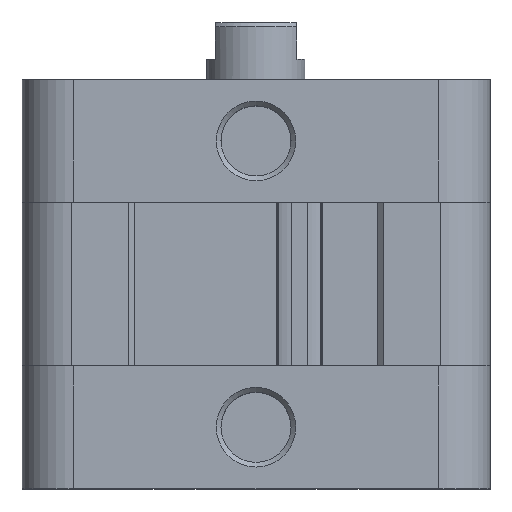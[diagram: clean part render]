
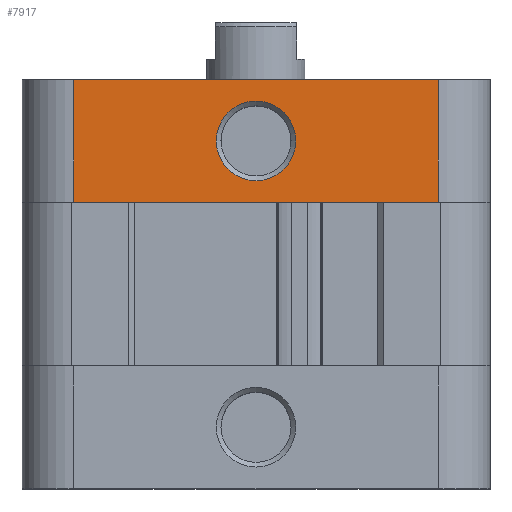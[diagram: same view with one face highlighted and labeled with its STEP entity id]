
A CAD part, top view. The second image highlights one B-rep face of the part: STEP entity #7917.
In plain terms, the highlighted face is planar.
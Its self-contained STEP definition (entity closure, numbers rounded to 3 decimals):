
#243=FACE_BOUND('',#1184,.T.);
#396=CIRCLE('',#8448,4.864);
#717=FACE_OUTER_BOUND('',#1183,.T.);
#1183=EDGE_LOOP('',(#5750,#5751,#5752,#5753));
#1184=EDGE_LOOP('',(#5754));
#1649=LINE('',#11514,#2485);
#1743=LINE('',#11821,#2579);
#1825=LINE('',#12007,#2661);
#1826=LINE('',#12009,#2662);
#2485=VECTOR('',#9117,44.6);
#2579=VECTOR('',#9331,44.6);
#2661=VECTOR('',#9583,15.);
#2662=VECTOR('',#9586,15.);
#3324=VERTEX_POINT('',#11511);
#3325=VERTEX_POINT('',#11513);
#3477=VERTEX_POINT('',#11818);
#3478=VERTEX_POINT('',#11820);
#3498=VERTEX_POINT('',#12010);
#4120=EDGE_CURVE('',#3324,#3325,#1649,.T.);
#4273=EDGE_CURVE('',#3478,#3477,#1743,.T.);
#4367=EDGE_CURVE('',#3325,#3477,#1825,.T.);
#4368=EDGE_CURVE('',#3324,#3478,#1826,.T.);
#4369=EDGE_CURVE('',#3498,#3498,#396,.T.);
#5750=ORIENTED_EDGE('',*,*,#4273,.T.);
#5751=ORIENTED_EDGE('',*,*,#4367,.F.);
#5752=ORIENTED_EDGE('',*,*,#4120,.F.);
#5753=ORIENTED_EDGE('',*,*,#4368,.T.);
#5754=ORIENTED_EDGE('',*,*,#4369,.F.);
#7607=PLANE('',#8447);
#7917=ADVANCED_FACE('',(#717,#243),#7607,.F.);
#8447=AXIS2_PLACEMENT_3D('',#12008,#9584,#9585);
#8448=AXIS2_PLACEMENT_3D('',#12011,#9587,#9588);
#9117=DIRECTION('',(1.,0.,0.));
#9331=DIRECTION('',(1.,0.,0.));
#9583=DIRECTION('',(0.,0.,-1.));
#9584=DIRECTION('center_axis',(0.,1.,0.));
#9585=DIRECTION('ref_axis',(0.,0.,1.));
#9586=DIRECTION('',(0.,0.,-1.));
#9587=DIRECTION('center_axis',(0.,-1.,0.));
#9588=DIRECTION('ref_axis',(0.,0.,-1.));
#11511=CARTESIAN_POINT('',(-22.3,-28.6,15.));
#11513=CARTESIAN_POINT('',(22.3,-28.6,15.));
#11514=CARTESIAN_POINT('',(-22.3,-28.6,15.));
#11818=CARTESIAN_POINT('',(22.3,-28.6,0.));
#11820=CARTESIAN_POINT('',(-22.3,-28.6,0.));
#11821=CARTESIAN_POINT('',(-22.3,-28.6,0.));
#12007=CARTESIAN_POINT('',(22.3,-28.6,15.));
#12008=CARTESIAN_POINT('Origin',(-22.3,-28.6,15.));
#12009=CARTESIAN_POINT('',(-22.3,-28.6,15.));
#12010=CARTESIAN_POINT('',(0.,-28.6,2.636));
#12011=CARTESIAN_POINT('Origin',(0.,-28.6,7.5));
